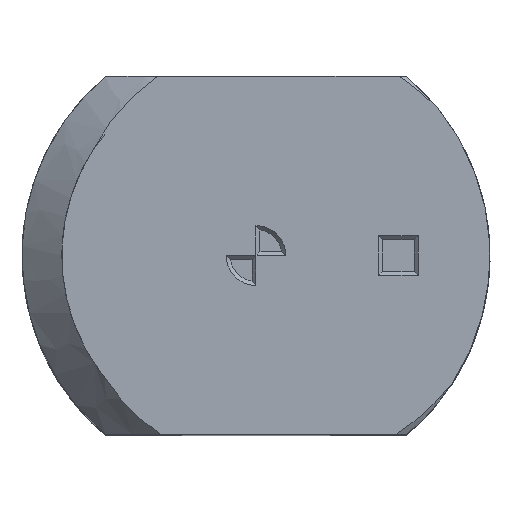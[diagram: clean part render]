
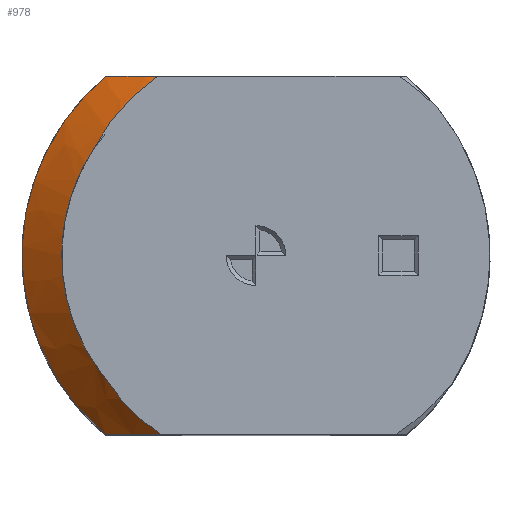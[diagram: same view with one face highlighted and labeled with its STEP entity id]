
A CAD part, top view. The second image highlights one B-rep face of the part: STEP entity #978.
In plain terms, the highlighted free-form (B-spline) face has degree [3, 3] with [4, 7] control points.
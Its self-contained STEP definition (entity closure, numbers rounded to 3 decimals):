
#45=B_SPLINE_SURFACE_WITH_KNOTS('',3,3,((#3068,#3069,#3070,#3071,#3072,
#3073,#3074),(#3075,#3076,#3077,#3078,#3079,#3080,#3081),(#3082,#3083,#3084,
#3085,#3086,#3087,#3088),(#3089,#3090,#3091,#3092,#3093,#3094,#3095)),
 .UNSPECIFIED.,.F.,.F.,.F.,(4,4),(4,1,1,1,4),(0.,0.137),
(1.348,1.364,1.396,1.428,1.46),
 .UNSPECIFIED.);
#79=B_SPLINE_CURVE_WITH_KNOTS('',3,(#1436,#1437,#1438,#1439,#1440,#1441),
 .UNSPECIFIED.,.F.,.F.,(4,2,4),(-0.226,-0.009,
0.),.UNSPECIFIED.);
#82=B_SPLINE_CURVE_WITH_KNOTS('',3,(#1462,#1463,#1464,#1465,#1466,#1467),
 .UNSPECIFIED.,.F.,.F.,(4,2,4),(-0.219,-0.12,-0.056),
 .UNSPECIFIED.);
#124=B_SPLINE_CURVE_WITH_KNOTS('',3,(#1968,#1969,#1970,#1971,#1972,#1973,
#1974,#1975,#1976,#1977,#1978,#1979,#1980),.UNSPECIFIED.,.F.,.F.,(4,3,3,
3,4),(1.,1.257,1.639,2.021,
2.032),.UNSPECIFIED.);
#147=B_SPLINE_CURVE_WITH_KNOTS('',3,(#2724,#2725,#2726,#2727,#2728,#2729,
#2730),.UNSPECIFIED.,.F.,.F.,(4,1,1,1,4),(1.348,1.364,
1.396,1.428,1.44),.UNSPECIFIED.);
#152=B_SPLINE_CURVE_WITH_KNOTS('',3,(#3096,#3097,#3098,#3099,#3100,#3101,
#3102,#3103,#3104,#3105,#3106,#3107,#3108,#3109,#3110,#3111,#3112,#3113,
#3114),.UNSPECIFIED.,.F.,.F.,(4,3,3,3,3,3,4),(0.,0.043,0.087,
0.131,0.175,0.193,0.204),
 .UNSPECIFIED.);
#214=FACE_OUTER_BOUND('',#269,.T.);
#269=EDGE_LOOP('',(#887,#888,#889,#890,#891));
#414=VERTEX_POINT('',#1433);
#415=VERTEX_POINT('',#1435);
#418=VERTEX_POINT('',#1459);
#419=VERTEX_POINT('',#1461);
#459=VERTEX_POINT('',#2723);
#524=EDGE_CURVE('',#415,#414,#79,.T.);
#528=EDGE_CURVE('',#419,#418,#82,.T.);
#581=EDGE_CURVE('',#419,#414,#124,.T.);
#604=EDGE_CURVE('',#415,#459,#147,.T.);
#609=EDGE_CURVE('',#459,#418,#152,.T.);
#887=ORIENTED_EDGE('',*,*,#524,.T.);
#888=ORIENTED_EDGE('',*,*,#581,.F.);
#889=ORIENTED_EDGE('',*,*,#528,.T.);
#890=ORIENTED_EDGE('',*,*,#609,.F.);
#891=ORIENTED_EDGE('',*,*,#604,.F.);
#978=ADVANCED_FACE('',(#214),#45,.F.);
#1433=CARTESIAN_POINT('',(-3.777,4.5,10.791));
#1435=CARTESIAN_POINT('',(-1.875,4.5,11.578));
#1436=CARTESIAN_POINT('Ctrl Pts',(-1.875,4.5,11.578));
#1437=CARTESIAN_POINT('Ctrl Pts',(-2.457,4.5,11.422));
#1438=CARTESIAN_POINT('Ctrl Pts',(-3.056,4.5,11.173));
#1439=CARTESIAN_POINT('Ctrl Pts',(-3.723,4.5,10.82));
#1440=CARTESIAN_POINT('Ctrl Pts',(-3.75,4.5,10.806));
#1441=CARTESIAN_POINT('Ctrl Pts',(-3.777,4.5,10.791));
#1459=CARTESIAN_POINT('',(-2.379,-4.5,12.5));
#1461=CARTESIAN_POINT('',(-3.777,-4.5,11.659));
#1462=CARTESIAN_POINT('Ctrl Pts',(-3.777,-4.5,11.659));
#1463=CARTESIAN_POINT('Ctrl Pts',(-3.504,-4.5,11.841));
#1464=CARTESIAN_POINT('Ctrl Pts',(-3.223,-4.5,12.02));
#1465=CARTESIAN_POINT('Ctrl Pts',(-2.756,-4.5,12.295));
#1466=CARTESIAN_POINT('Ctrl Pts',(-2.569,-4.5,12.4));
#1467=CARTESIAN_POINT('Ctrl Pts',(-2.379,-4.5,12.5));
#1968=CARTESIAN_POINT('Ctrl Pts',(-3.776,-4.498,11.659));
#1969=CARTESIAN_POINT('Ctrl Pts',(-4.426,-3.95,11.587));
#1970=CARTESIAN_POINT('Ctrl Pts',(-4.959,-3.263,11.515));
#1971=CARTESIAN_POINT('Ctrl Pts',(-5.319,-2.494,11.443));
#1972=CARTESIAN_POINT('Ctrl Pts',(-5.856,-1.35,11.336));
#1973=CARTESIAN_POINT('Ctrl Pts',(-6.01,-0.026,
11.229));
#1974=CARTESIAN_POINT('Ctrl Pts',(-5.751,1.21,11.122));
#1975=CARTESIAN_POINT('Ctrl Pts',(-5.491,2.447,11.015));
#1976=CARTESIAN_POINT('Ctrl Pts',(-4.817,3.595,10.908));
#1977=CARTESIAN_POINT('Ctrl Pts',(-3.865,4.427,10.801));
#1978=CARTESIAN_POINT('Ctrl Pts',(-3.836,4.452,10.797));
#1979=CARTESIAN_POINT('Ctrl Pts',(-3.807,4.477,10.794));
#1980=CARTESIAN_POINT('Ctrl Pts',(-3.778,4.501,10.791));
#2723=CARTESIAN_POINT('',(-3.795,-3.06,12.5));
#2724=CARTESIAN_POINT('Ctrl Pts',(-1.875,4.5,11.578));
#2725=CARTESIAN_POINT('Ctrl Pts',(-2.359,4.298,11.631));
#2726=CARTESIAN_POINT('Ctrl Pts',(-3.717,3.46,11.792));
#2727=CARTESIAN_POINT('Ctrl Pts',(-5.116,1.077,12.059));
#2728=CARTESIAN_POINT('Ctrl Pts',(-4.811,-1.529,12.313));
#2729=CARTESIAN_POINT('Ctrl Pts',(-4.039,-2.755,12.46));
#2730=CARTESIAN_POINT('Ctrl Pts',(-3.793,-3.059,12.5));
#3068=CARTESIAN_POINT('Ctrl Pts',(-2.26,5.423,10.64));
#3069=CARTESIAN_POINT('Ctrl Pts',(-2.843,5.18,10.694));
#3070=CARTESIAN_POINT('Ctrl Pts',(-4.48,4.17,10.854));
#3071=CARTESIAN_POINT('Ctrl Pts',(-6.165,1.298,11.122));
#3072=CARTESIAN_POINT('Ctrl Pts',(-5.701,-2.673,11.443));
#3073=CARTESIAN_POINT('Ctrl Pts',(-3.864,-4.603,11.657));
#3074=CARTESIAN_POINT('Ctrl Pts',(-2.746,-5.194,11.764));
#3075=CARTESIAN_POINT('Ctrl Pts',(-2.131,5.115,10.953));
#3076=CARTESIAN_POINT('Ctrl Pts',(-2.682,4.886,11.006));
#3077=CARTESIAN_POINT('Ctrl Pts',(-4.226,3.933,11.167));
#3078=CARTESIAN_POINT('Ctrl Pts',(-5.815,1.224,11.434));
#3079=CARTESIAN_POINT('Ctrl Pts',(-5.378,-2.522,11.756));
#3080=CARTESIAN_POINT('Ctrl Pts',(-3.645,-4.341,11.97));
#3081=CARTESIAN_POINT('Ctrl Pts',(-2.59,-4.899,12.077));
#3082=CARTESIAN_POINT('Ctrl Pts',(-2.003,4.808,11.265));
#3083=CARTESIAN_POINT('Ctrl Pts',(-2.521,4.592,11.319));
#3084=CARTESIAN_POINT('Ctrl Pts',(-3.971,3.697,11.479));
#3085=CARTESIAN_POINT('Ctrl Pts',(-5.465,1.151,11.747));
#3086=CARTESIAN_POINT('Ctrl Pts',(-5.054,-2.37,12.068));
#3087=CARTESIAN_POINT('Ctrl Pts',(-3.426,-4.08,12.282));
#3088=CARTESIAN_POINT('Ctrl Pts',(-2.434,-4.604,12.389));
#3089=CARTESIAN_POINT('Ctrl Pts',(-1.875,4.5,11.578));
#3090=CARTESIAN_POINT('Ctrl Pts',(-2.359,4.298,11.631));
#3091=CARTESIAN_POINT('Ctrl Pts',(-3.717,3.46,11.792));
#3092=CARTESIAN_POINT('Ctrl Pts',(-5.116,1.077,12.059));
#3093=CARTESIAN_POINT('Ctrl Pts',(-4.731,-2.218,12.381));
#3094=CARTESIAN_POINT('Ctrl Pts',(-3.206,-3.819,12.595));
#3095=CARTESIAN_POINT('Ctrl Pts',(-2.279,-4.31,12.702));
#3096=CARTESIAN_POINT('Ctrl Pts',(-3.794,-3.058,12.5));
#3097=CARTESIAN_POINT('Ctrl Pts',(-3.716,-3.178,12.5));
#3098=CARTESIAN_POINT('Ctrl Pts',(-3.634,-3.295,12.5));
#3099=CARTESIAN_POINT('Ctrl Pts',(-3.547,-3.408,12.5));
#3100=CARTESIAN_POINT('Ctrl Pts',(-3.457,-3.524,12.5));
#3101=CARTESIAN_POINT('Ctrl Pts',(-3.363,-3.635,12.5));
#3102=CARTESIAN_POINT('Ctrl Pts',(-3.264,-3.742,12.5));
#3103=CARTESIAN_POINT('Ctrl Pts',(-3.165,-3.85,12.5));
#3104=CARTESIAN_POINT('Ctrl Pts',(-3.061,-3.953,12.5));
#3105=CARTESIAN_POINT('Ctrl Pts',(-2.953,-4.051,12.5));
#3106=CARTESIAN_POINT('Ctrl Pts',(-2.845,-4.149,12.5));
#3107=CARTESIAN_POINT('Ctrl Pts',(-2.733,-4.242,12.5));
#3108=CARTESIAN_POINT('Ctrl Pts',(-2.618,-4.33,12.5));
#3109=CARTESIAN_POINT('Ctrl Pts',(-2.568,-4.367,12.5));
#3110=CARTESIAN_POINT('Ctrl Pts',(-2.518,-4.404,12.5));
#3111=CARTESIAN_POINT('Ctrl Pts',(-2.468,-4.439,12.5));
#3112=CARTESIAN_POINT('Ctrl Pts',(-2.438,-4.46,12.5));
#3113=CARTESIAN_POINT('Ctrl Pts',(-2.409,-4.48,12.5));
#3114=CARTESIAN_POINT('Ctrl Pts',(-2.379,-4.5,12.5));
